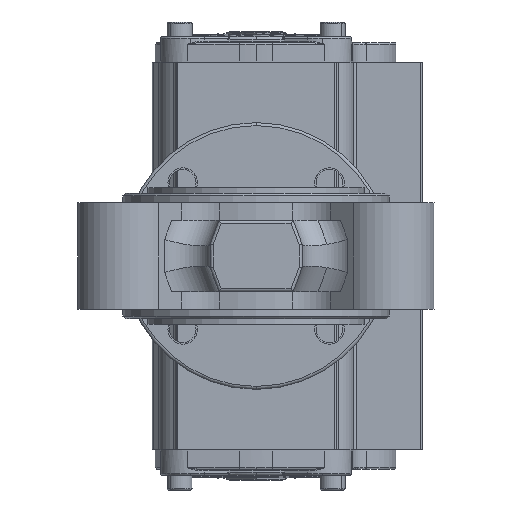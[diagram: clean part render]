
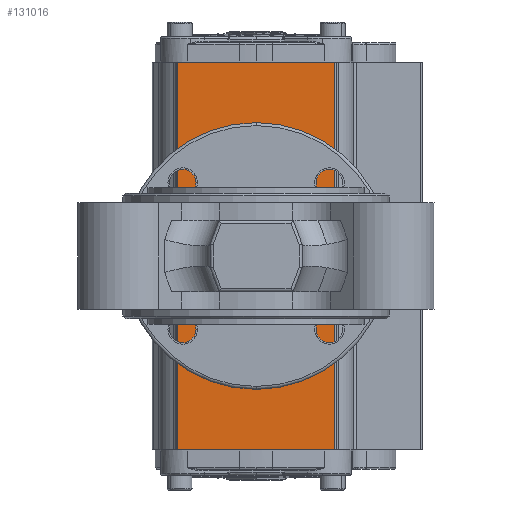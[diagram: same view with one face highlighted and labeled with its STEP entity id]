
A CAD part, front view. The second image highlights one B-rep face of the part: STEP entity #131016.
In plain terms, the highlighted planar face has unit normal (0, -1, 0).
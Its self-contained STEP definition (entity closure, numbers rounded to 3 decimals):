
#2673 = DIRECTION ( 'NONE',  ( 0., 0., -1. ) ) ;
#4190 = VERTEX_POINT ( 'NONE', #153376 ) ;
#7898 = ORIENTED_EDGE ( 'NONE', *, *, #190832, .T. ) ;
#9504 = VERTEX_POINT ( 'NONE', #70301 ) ;
#9920 = VERTEX_POINT ( 'NONE', #220284 ) ;
#12132 = DIRECTION ( 'NONE',  ( 0., 1., 0. ) ) ;
#16222 = LINE ( 'NONE', #145676, #83502 ) ;
#23001 = AXIS2_PLACEMENT_3D ( 'NONE', #163430, #216572, #2673 ) ;
#23237 = ORIENTED_EDGE ( 'NONE', *, *, #71841, .T. ) ;
#24570 = ORIENTED_EDGE ( 'NONE', *, *, #27801, .T. ) ;
#25393 = DIRECTION ( 'NONE',  ( 0., 1., 0. ) ) ;
#27293 = FACE_OUTER_BOUND ( 'NONE', #192053, .T. ) ;
#27801 = EDGE_CURVE ( 'NONE', #47884, #93869, #55920, .T. ) ;
#28994 = ORIENTED_EDGE ( 'NONE', *, *, #148304, .T. ) ;
#29976 = EDGE_LOOP ( 'NONE', ( #182974, #181225 ) ) ;
#30719 = DIRECTION ( 'NONE',  ( 0., -1., 0. ) ) ;
#33312 = LINE ( 'NONE', #87675, #204687 ) ;
#36099 = VERTEX_POINT ( 'NONE', #161806 ) ;
#36108 = VERTEX_POINT ( 'NONE', #130439 ) ;
#36884 = AXIS2_PLACEMENT_3D ( 'NONE', #161602, #177759, #211321 ) ;
#37573 = VERTEX_POINT ( 'NONE', #206724 ) ;
#38926 = AXIS2_PLACEMENT_3D ( 'NONE', #218302, #74871, #115306 ) ;
#40340 = EDGE_CURVE ( 'NONE', #134771, #60032, #16222, .T. ) ;
#47884 = VERTEX_POINT ( 'NONE', #86921 ) ;
#50366 = CARTESIAN_POINT ( 'NONE',  ( 0.323, -57.5, 0. ) ) ;
#53931 = CARTESIAN_POINT ( 'NONE',  ( 15.172, -57.5, 14.849 ) ) ;
#55138 = ORIENTED_EDGE ( 'NONE', *, *, #105184, .T. ) ;
#55920 = CIRCLE ( 'NONE', #126165, 2.065 ) ;
#57365 = CIRCLE ( 'NONE', #38926, 17. ) ;
#57739 = CIRCLE ( 'NONE', #153904, 2.065 ) ;
#60032 = VERTEX_POINT ( 'NONE', #136759 ) ;
#60063 = DIRECTION ( 'NONE',  ( 0., 0., -1. ) ) ;
#63128 = FACE_BOUND ( 'NONE', #100106, .T. ) ;
#64070 = VERTEX_POINT ( 'NONE', #127072 ) ;
#65395 = PLANE ( 'NONE',  #135440 ) ;
#66278 = AXIS2_PLACEMENT_3D ( 'NONE', #104548, #158940, #176220 ) ;
#70301 = CARTESIAN_POINT ( 'NONE',  ( -14.526, -57.5, -12.784 ) ) ;
#71841 = EDGE_CURVE ( 'NONE', #9504, #37573, #109409, .T. ) ;
#74871 = DIRECTION ( 'NONE',  ( 0., 1., 0. ) ) ;
#76789 = EDGE_CURVE ( 'NONE', #131575, #36099, #33312, .T. ) ;
#77962 = EDGE_CURVE ( 'NONE', #180838, #64070, #57365, .T. ) ;
#80498 = FACE_BOUND ( 'NONE', #116254, .T. ) ;
#83502 = VECTOR ( 'NONE', #146803, 1000. ) ;
#86072 = DIRECTION ( 'NONE',  ( 0., 0., -1. ) ) ;
#86921 = CARTESIAN_POINT ( 'NONE',  ( -14.526, -57.5, 12.784 ) ) ;
#87675 = CARTESIAN_POINT ( 'NONE',  ( 0.323, -57.5, 26.5 ) ) ;
#87917 = AXIS2_PLACEMENT_3D ( 'NONE', #53931, #124533, #195064 ) ;
#93430 = ORIENTED_EDGE ( 'NONE', *, *, #76789, .T. ) ;
#93869 = VERTEX_POINT ( 'NONE', #194100 ) ;
#94200 = DIRECTION ( 'NONE',  ( 0., 1., 0. ) ) ;
#100106 = EDGE_LOOP ( 'NONE', ( #55138, #115983 ) ) ;
#101286 = CARTESIAN_POINT ( 'NONE',  ( 0.323, -57.5, -27. ) ) ;
#102431 = FACE_BOUND ( 'NONE', #148104, .T. ) ;
#103391 = CIRCLE ( 'NONE', #36884, 2.065 ) ;
#103920 = CIRCLE ( 'NONE', #163080, 17. ) ;
#104548 = CARTESIAN_POINT ( 'NONE',  ( 15.172, -57.5, -14.849 ) ) ;
#105184 = EDGE_CURVE ( 'NONE', #36108, #9920, #222489, .T. ) ;
#106673 = CARTESIAN_POINT ( 'NONE',  ( -65.127, -57.5, -26.5 ) ) ;
#109409 = CIRCLE ( 'NONE', #116799, 2.065 ) ;
#109786 = LINE ( 'NONE', #180312, #189357 ) ;
#111289 = ORIENTED_EDGE ( 'NONE', *, *, #178011, .T. ) ;
#112187 = CARTESIAN_POINT ( 'NONE',  ( -14.526, -57.5, -14.849 ) ) ;
#113148 = CARTESIAN_POINT ( 'NONE',  ( 65.773, -57.5, 26.5 ) ) ;
#115306 = DIRECTION ( 'NONE',  ( 0., 0., 1. ) ) ;
#115983 = ORIENTED_EDGE ( 'NONE', *, *, #116821, .T. ) ;
#116254 = EDGE_LOOP ( 'NONE', ( #111289, #23237 ) ) ;
#116799 = AXIS2_PLACEMENT_3D ( 'NONE', #170573, #12132, #86072 ) ;
#116821 = EDGE_CURVE ( 'NONE', #9920, #36108, #143311, .T. ) ;
#123356 = CARTESIAN_POINT ( 'NONE',  ( 0.323, -57.5, -17. ) ) ;
#124533 = DIRECTION ( 'NONE',  ( 0., 1., 0. ) ) ;
#125566 = CARTESIAN_POINT ( 'NONE',  ( -14.526, -57.5, 14.849 ) ) ;
#126165 = AXIS2_PLACEMENT_3D ( 'NONE', #125566, #94200, #200608 ) ;
#127072 = CARTESIAN_POINT ( 'NONE',  ( 0.323, -57.5, 17. ) ) ;
#127751 = EDGE_CURVE ( 'NONE', #60032, #131575, #158115, .T. ) ;
#128393 = VERTEX_POINT ( 'NONE', #153854 ) ;
#129893 = EDGE_LOOP ( 'NONE', ( #7898, #146360 ) ) ;
#130439 = CARTESIAN_POINT ( 'NONE',  ( 15.172, -57.5, 12.784 ) ) ;
#131016 = ADVANCED_FACE ( 'NONE', ( #27293, #168434, #80498, #151108, #63128, #102431 ), #65395, .T. ) ;
#131575 = VERTEX_POINT ( 'NONE', #113148 ) ;
#134771 = VERTEX_POINT ( 'NONE', #106673 ) ;
#135324 = ORIENTED_EDGE ( 'NONE', *, *, #40340, .T. ) ;
#135440 = AXIS2_PLACEMENT_3D ( 'NONE', #101286, #30719, #154517 ) ;
#136759 = CARTESIAN_POINT ( 'NONE',  ( 65.773, -57.5, -26.5 ) ) ;
#141155 = DIRECTION ( 'NONE',  ( 0., 0., -1. ) ) ;
#142313 = EDGE_CURVE ( 'NONE', #4190, #128393, #103391, .T. ) ;
#143311 = CIRCLE ( 'NONE', #87917, 2.065 ) ;
#144025 = ORIENTED_EDGE ( 'NONE', *, *, #171498, .T. ) ;
#145676 = CARTESIAN_POINT ( 'NONE',  ( 0.323, -57.5, -26.5 ) ) ;
#146360 = ORIENTED_EDGE ( 'NONE', *, *, #77962, .T. ) ;
#146803 = DIRECTION ( 'NONE',  ( 1., 0., 0. ) ) ;
#148104 = EDGE_LOOP ( 'NONE', ( #24570, #144025 ) ) ;
#148304 = EDGE_CURVE ( 'NONE', #36099, #134771, #109786, .T. ) ;
#151108 = FACE_BOUND ( 'NONE', #29976, .T. ) ;
#153376 = CARTESIAN_POINT ( 'NONE',  ( 15.172, -57.5, -16.914 ) ) ;
#153854 = CARTESIAN_POINT ( 'NONE',  ( 15.172, -57.5, -12.784 ) ) ;
#153904 = AXIS2_PLACEMENT_3D ( 'NONE', #175802, #193164, #141155 ) ;
#154517 = DIRECTION ( 'NONE',  ( 1., 0., 0. ) ) ;
#154566 = DIRECTION ( 'NONE',  ( 0., 0., 1. ) ) ;
#158115 = LINE ( 'NONE', #159264, #167998 ) ;
#158940 = DIRECTION ( 'NONE',  ( 0., 1., 0. ) ) ;
#159264 = CARTESIAN_POINT ( 'NONE',  ( 65.773, -57.5, -34.607 ) ) ;
#161602 = CARTESIAN_POINT ( 'NONE',  ( 15.172, -57.5, -14.849 ) ) ;
#161806 = CARTESIAN_POINT ( 'NONE',  ( -65.127, -57.5, 26.5 ) ) ;
#163010 = DIRECTION ( 'NONE',  ( 0., 0., -1. ) ) ;
#163080 = AXIS2_PLACEMENT_3D ( 'NONE', #50366, #192664, #154566 ) ;
#163430 = CARTESIAN_POINT ( 'NONE',  ( 15.172, -57.5, 14.849 ) ) ;
#167998 = VECTOR ( 'NONE', #195045, 1000. ) ;
#168434 = FACE_BOUND ( 'NONE', #129893, .T. ) ;
#170573 = CARTESIAN_POINT ( 'NONE',  ( -14.526, -57.5, -14.849 ) ) ;
#171498 = EDGE_CURVE ( 'NONE', #93869, #47884, #57739, .T. ) ;
#175802 = CARTESIAN_POINT ( 'NONE',  ( -14.526, -57.5, 14.849 ) ) ;
#176220 = DIRECTION ( 'NONE',  ( 0., 0., -1. ) ) ;
#177759 = DIRECTION ( 'NONE',  ( 0., 1., 0. ) ) ;
#178011 = EDGE_CURVE ( 'NONE', #37573, #9504, #197525, .T. ) ;
#180312 = CARTESIAN_POINT ( 'NONE',  ( -65.127, -57.5, -32.862 ) ) ;
#180838 = VERTEX_POINT ( 'NONE', #123356 ) ;
#181225 = ORIENTED_EDGE ( 'NONE', *, *, #216357, .T. ) ;
#182974 = ORIENTED_EDGE ( 'NONE', *, *, #142313, .T. ) ;
#184359 = CIRCLE ( 'NONE', #66278, 2.065 ) ;
#188712 = ORIENTED_EDGE ( 'NONE', *, *, #127751, .T. ) ;
#189357 = VECTOR ( 'NONE', #163010, 1000. ) ;
#190832 = EDGE_CURVE ( 'NONE', #64070, #180838, #103920, .T. ) ;
#192053 = EDGE_LOOP ( 'NONE', ( #135324, #188712, #93430, #28994 ) ) ;
#192664 = DIRECTION ( 'NONE',  ( 0., 1., 0. ) ) ;
#193164 = DIRECTION ( 'NONE',  ( 0., 1., 0. ) ) ;
#194064 = DIRECTION ( 'NONE',  ( -1., 0., 0. ) ) ;
#194100 = CARTESIAN_POINT ( 'NONE',  ( -14.526, -57.5, 16.914 ) ) ;
#195045 = DIRECTION ( 'NONE',  ( 0., 0., 1. ) ) ;
#195064 = DIRECTION ( 'NONE',  ( 0., 0., -1. ) ) ;
#197525 = CIRCLE ( 'NONE', #227130, 2.065 ) ;
#200608 = DIRECTION ( 'NONE',  ( 0., 0., -1. ) ) ;
#204687 = VECTOR ( 'NONE', #194064, 1000. ) ;
#206724 = CARTESIAN_POINT ( 'NONE',  ( -14.526, -57.5, -16.914 ) ) ;
#211321 = DIRECTION ( 'NONE',  ( 0., 0., -1. ) ) ;
#216357 = EDGE_CURVE ( 'NONE', #128393, #4190, #184359, .T. ) ;
#216572 = DIRECTION ( 'NONE',  ( 0., 1., 0. ) ) ;
#218302 = CARTESIAN_POINT ( 'NONE',  ( 0.323, -57.5, 0. ) ) ;
#220284 = CARTESIAN_POINT ( 'NONE',  ( 15.172, -57.5, 16.914 ) ) ;
#222489 = CIRCLE ( 'NONE', #23001, 2.065 ) ;
#227130 = AXIS2_PLACEMENT_3D ( 'NONE', #112187, #25393, #60063 ) ;
